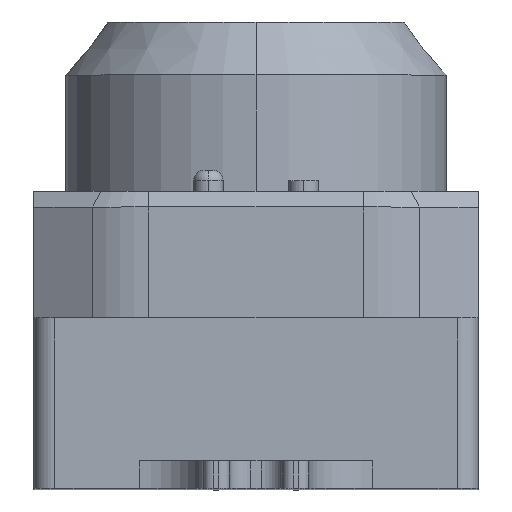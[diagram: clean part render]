
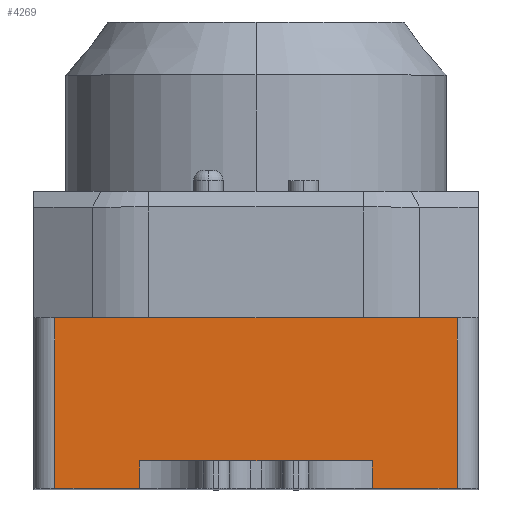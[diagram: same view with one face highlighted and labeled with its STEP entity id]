
A CAD part, top view. The second image highlights one B-rep face of the part: STEP entity #4269.
In plain terms, the highlighted planar face has unit normal (0, 0, 1).
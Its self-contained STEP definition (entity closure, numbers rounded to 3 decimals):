
#233 = ORIENTED_EDGE ( 'NONE', *, *, #4087, .F. ) ;
#262 = LINE ( 'NONE', #1533, #6600 ) ;
#371 = VERTEX_POINT ( 'NONE', #4966 ) ;
#644 = ORIENTED_EDGE ( 'NONE', *, *, #5486, .T. ) ;
#699 = CARTESIAN_POINT ( 'NONE',  ( 0., 0., 40. ) ) ;
#714 = DIRECTION ( 'NONE',  ( -1., 0., 0. ) ) ;
#805 = DIRECTION ( 'NONE',  ( 1., 0., 0. ) ) ;
#896 = CARTESIAN_POINT ( 'NONE',  ( -19., 16.1, 40. ) ) ;
#966 = DIRECTION ( 'NONE',  ( -1., 0., 0. ) ) ;
#1012 = CARTESIAN_POINT ( 'NONE',  ( 11., 0., 40. ) ) ;
#1268 = DIRECTION ( 'NONE',  ( 1., 0., 0. ) ) ;
#1533 = CARTESIAN_POINT ( 'NONE',  ( 19., 2.6, 40. ) ) ;
#1561 = DIRECTION ( 'NONE',  ( 0., -1., 0. ) ) ;
#1611 = EDGE_CURVE ( 'NONE', #2651, #2059, #262, .T. ) ;
#1700 = CARTESIAN_POINT ( 'NONE',  ( -11., 2.6, 40. ) ) ;
#1724 = CARTESIAN_POINT ( 'NONE',  ( 19., 0., 40. ) ) ;
#1844 = CARTESIAN_POINT ( 'NONE',  ( -11., 2.6, 40. ) ) ;
#1882 = CARTESIAN_POINT ( 'NONE',  ( -21., 16.1, 40. ) ) ;
#1981 = DIRECTION ( 'NONE',  ( 0., 0., -1. ) ) ;
#1986 = VERTEX_POINT ( 'NONE', #5719 ) ;
#2057 = LINE ( 'NONE', #2129, #4752 ) ;
#2059 = VERTEX_POINT ( 'NONE', #5643 ) ;
#2129 = CARTESIAN_POINT ( 'NONE',  ( 11., 2.6, 40. ) ) ;
#2181 = DIRECTION ( 'NONE',  ( 0., -1., 0. ) ) ;
#2368 = EDGE_CURVE ( 'NONE', #371, #2744, #6097, .T. ) ;
#2417 = ORIENTED_EDGE ( 'NONE', *, *, #3313, .T. ) ;
#2502 = EDGE_LOOP ( 'NONE', ( #233, #644, #7831, #4626, #3801, #2417, #4602, #7249 ) ) ;
#2651 = VERTEX_POINT ( 'NONE', #1724 ) ;
#2729 = LINE ( 'NONE', #1844, #5323 ) ;
#2744 = VERTEX_POINT ( 'NONE', #1700 ) ;
#3155 = EDGE_CURVE ( 'NONE', #1986, #7681, #3895, .T. ) ;
#3313 = EDGE_CURVE ( 'NONE', #371, #3900, #2057, .T. ) ;
#3432 = VECTOR ( 'NONE', #5716, 1000. ) ;
#3439 = LINE ( 'NONE', #6969, #3432 ) ;
#3491 = LINE ( 'NONE', #1882, #5974 ) ;
#3733 = EDGE_CURVE ( 'NONE', #2744, #7681, #2729, .T. ) ;
#3801 = ORIENTED_EDGE ( 'NONE', *, *, #2368, .F. ) ;
#3895 = LINE ( 'NONE', #699, #7526 ) ;
#3900 = VERTEX_POINT ( 'NONE', #1012 ) ;
#4056 = LINE ( 'NONE', #4651, #7408 ) ;
#4087 = EDGE_CURVE ( 'NONE', #6051, #2059, #3491, .T. ) ;
#4269 = ADVANCED_FACE ( 'NONE', ( #5608 ), #5082, .F. ) ;
#4471 = VECTOR ( 'NONE', #966, 1000. ) ;
#4602 = ORIENTED_EDGE ( 'NONE', *, *, #7754, .F. ) ;
#4626 = ORIENTED_EDGE ( 'NONE', *, *, #3733, .F. ) ;
#4651 = CARTESIAN_POINT ( 'NONE',  ( -19., 0., 40. ) ) ;
#4752 = VECTOR ( 'NONE', #1561, 1000. ) ;
#4966 = CARTESIAN_POINT ( 'NONE',  ( 11., 2.6, 40. ) ) ;
#4989 = CARTESIAN_POINT ( 'NONE',  ( -11., 0., 40. ) ) ;
#5082 = PLANE ( 'NONE',  #6703 ) ;
#5323 = VECTOR ( 'NONE', #6170, 1000. ) ;
#5486 = EDGE_CURVE ( 'NONE', #6051, #1986, #4056, .T. ) ;
#5608 = FACE_OUTER_BOUND ( 'NONE', #2502, .T. ) ;
#5643 = CARTESIAN_POINT ( 'NONE',  ( 19., 16.1, 40. ) ) ;
#5716 = DIRECTION ( 'NONE',  ( -1., 0., 0. ) ) ;
#5719 = CARTESIAN_POINT ( 'NONE',  ( -19., 0., 40. ) ) ;
#5974 = VECTOR ( 'NONE', #1268, 1000. ) ;
#6051 = VERTEX_POINT ( 'NONE', #896 ) ;
#6097 = LINE ( 'NONE', #7658, #4471 ) ;
#6170 = DIRECTION ( 'NONE',  ( 0., -1., 0. ) ) ;
#6209 = CARTESIAN_POINT ( 'NONE',  ( 0., 2.6, 40. ) ) ;
#6438 = DIRECTION ( 'NONE',  ( 0., 1., 0. ) ) ;
#6600 = VECTOR ( 'NONE', #6438, 1000. ) ;
#6703 = AXIS2_PLACEMENT_3D ( 'NONE', #6209, #1981, #714 ) ;
#6969 = CARTESIAN_POINT ( 'NONE',  ( 0., 0., 40. ) ) ;
#7249 = ORIENTED_EDGE ( 'NONE', *, *, #1611, .T. ) ;
#7408 = VECTOR ( 'NONE', #2181, 1000. ) ;
#7526 = VECTOR ( 'NONE', #805, 1000. ) ;
#7658 = CARTESIAN_POINT ( 'NONE',  ( 0., 2.6, 40. ) ) ;
#7681 = VERTEX_POINT ( 'NONE', #4989 ) ;
#7754 = EDGE_CURVE ( 'NONE', #2651, #3900, #3439, .T. ) ;
#7831 = ORIENTED_EDGE ( 'NONE', *, *, #3155, .T. ) ;
